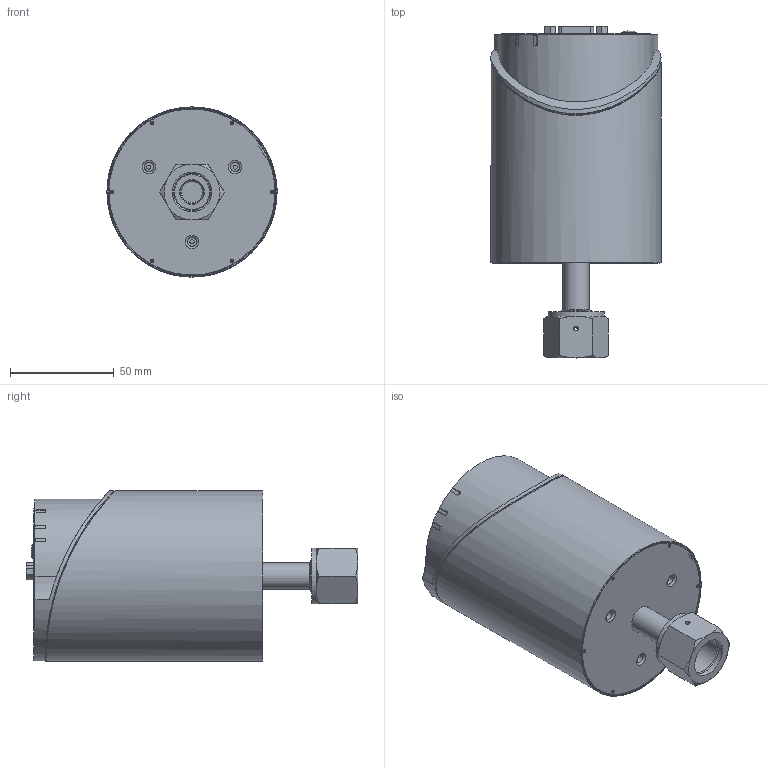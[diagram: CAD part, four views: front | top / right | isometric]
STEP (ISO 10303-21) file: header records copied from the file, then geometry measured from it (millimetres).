
FILE_DESCRIPTION(/* description */ (''),/* implementation_level */ '2;1');
FILE_NAME(/* name */ '305-175.stp',/* time_stamp */ '2017-11-13T14:09:22+01:00',/* author */ ('BEM'),/* organization */ (''),/* preprocessor_version */ 'ST-DEVELOPER v16.1',/* originating_system */ 'Autodesk Inventor 2016',/* authorisation */ '');
FILE_SCHEMA (('AUTOMOTIVE_DESIGN { 1 0 10303 214 3 1 1 }'));
Length unit declared in the file: millimetre
Products named in the file (1): Bauteil1
Bounding box: 82 x 159.97 x 82 mm (x, y, z)
Volume: 113372 mm3; surface area: 97545.4 mm2
Topology: 3 solids, 7 shells, 1123 faces, 3016 edges, 1913 vertices
Faces by surface type: plane 568, cylinder 354, cone 78, torus 60, bspline 42, sphere 21
Full cylindrical faces by diameter (mm): 0.8 x9, 1 x5, 1.5 x4, 1.763 x1, 2 x3, 2.013 x3, 2.156 x2, 2.286 x2, 2.5 x1, 2.845 x2, 3 x2, 3.2 x2, 3.3 x1, 4.5 x2, 5.4 x1, 6 x3, 6.6 x2, 6.7 x1, 7 x1, 7.2 x1, 9.6 x3, 9.602 x1, 10.16 x1, 10.6 x1, 11.5 x1, 12.7 x1, 13 x1, 14.46 x1, 14.7 x1, 15.494 x1
Entity records: 37055 total; most frequent: CARTESIAN_POINT 8564, DIRECTION 5685, ORIENTED_EDGE 5608, EDGE_CURVE 2800, AXIS2_PLACEMENT_3D 2059, VERTEX_POINT 1863, LINE 1567, VECTOR 1567
